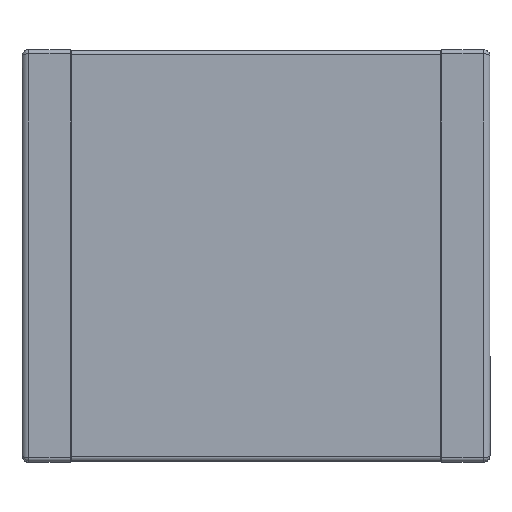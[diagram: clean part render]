
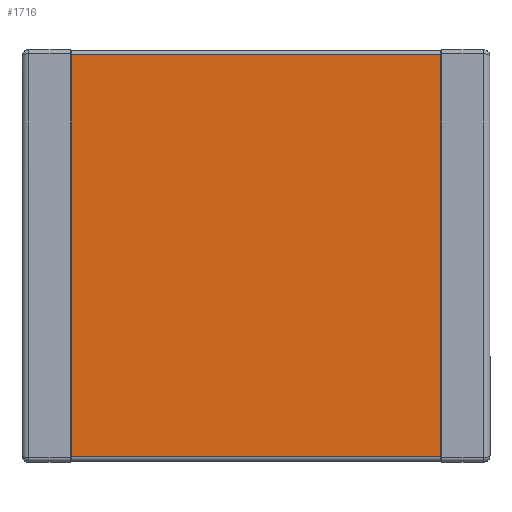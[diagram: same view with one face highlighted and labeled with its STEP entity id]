
A CAD part, top view. The second image highlights one B-rep face of the part: STEP entity #1716.
In plain terms, the highlighted planar face has unit normal (0, 0, 1).
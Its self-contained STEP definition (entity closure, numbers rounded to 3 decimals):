
#76 = PLANE ( 'NONE',  #540 ) ;
#92 = ORIENTED_EDGE ( 'NONE', *, *, #2368, .T. ) ;
#203 = EDGE_CURVE ( 'NONE', #1882, #1058, #1422, .T. ) ;
#264 = DIRECTION ( 'NONE',  ( 1., 0., 0. ) ) ;
#265 = DIRECTION ( 'NONE',  ( 0., -1., 0. ) ) ;
#447 = CARTESIAN_POINT ( 'NONE',  ( 0., 2.45, 2.51 ) ) ;
#527 = ORIENTED_EDGE ( 'NONE', *, *, #203, .T. ) ;
#540 = AXIS2_PLACEMENT_3D ( 'NONE', #1968, #909, #264 ) ;
#566 = DIRECTION ( 'NONE',  ( 1., 0., 0. ) ) ;
#737 = VECTOR ( 'NONE', #1191, 1000. ) ;
#909 = DIRECTION ( 'NONE',  ( 0., 0., 1. ) ) ;
#1053 = VERTEX_POINT ( 'NONE', #1325 ) ;
#1058 = VERTEX_POINT ( 'NONE', #2169 ) ;
#1070 = EDGE_CURVE ( 'NONE', #2136, #1053, #2364, .T. ) ;
#1111 = CARTESIAN_POINT ( 'NONE',  ( -2.25, 2.45, 2.51 ) ) ;
#1112 = VECTOR ( 'NONE', #1285, 1000. ) ;
#1191 = DIRECTION ( 'NONE',  ( 0., 1., 0. ) ) ;
#1217 = VECTOR ( 'NONE', #265, 1000. ) ;
#1285 = DIRECTION ( 'NONE',  ( -1., 0., 0. ) ) ;
#1306 = ORIENTED_EDGE ( 'NONE', *, *, #2485, .T. ) ;
#1325 = CARTESIAN_POINT ( 'NONE',  ( -2.25, -2.45, 2.51 ) ) ;
#1332 = ORIENTED_EDGE ( 'NONE', *, *, #1070, .T. ) ;
#1353 = EDGE_LOOP ( 'NONE', ( #1332, #1306, #527, #92 ) ) ;
#1355 = FACE_OUTER_BOUND ( 'NONE', #1353, .T. ) ;
#1381 = LINE ( 'NONE', #2687, #1690 ) ;
#1422 = LINE ( 'NONE', #2475, #737 ) ;
#1690 = VECTOR ( 'NONE', #566, 1000. ) ;
#1716 = ADVANCED_FACE ( 'NONE', ( #1355 ), #76, .T. ) ;
#1882 = VERTEX_POINT ( 'NONE', #2339 ) ;
#1968 = CARTESIAN_POINT ( 'NONE',  ( 0., 0., 2.51 ) ) ;
#2136 = VERTEX_POINT ( 'NONE', #1111 ) ;
#2159 = CARTESIAN_POINT ( 'NONE',  ( -2.25, -2.5, 2.51 ) ) ;
#2169 = CARTESIAN_POINT ( 'NONE',  ( 2.25, 2.45, 2.51 ) ) ;
#2319 = LINE ( 'NONE', #447, #1112 ) ;
#2339 = CARTESIAN_POINT ( 'NONE',  ( 2.25, -2.45, 2.51 ) ) ;
#2364 = LINE ( 'NONE', #2159, #1217 ) ;
#2368 = EDGE_CURVE ( 'NONE', #1058, #2136, #2319, .T. ) ;
#2475 = CARTESIAN_POINT ( 'NONE',  ( 2.25, -2.5, 2.51 ) ) ;
#2485 = EDGE_CURVE ( 'NONE', #1053, #1882, #1381, .T. ) ;
#2687 = CARTESIAN_POINT ( 'NONE',  ( 0., -2.45, 2.51 ) ) ;
